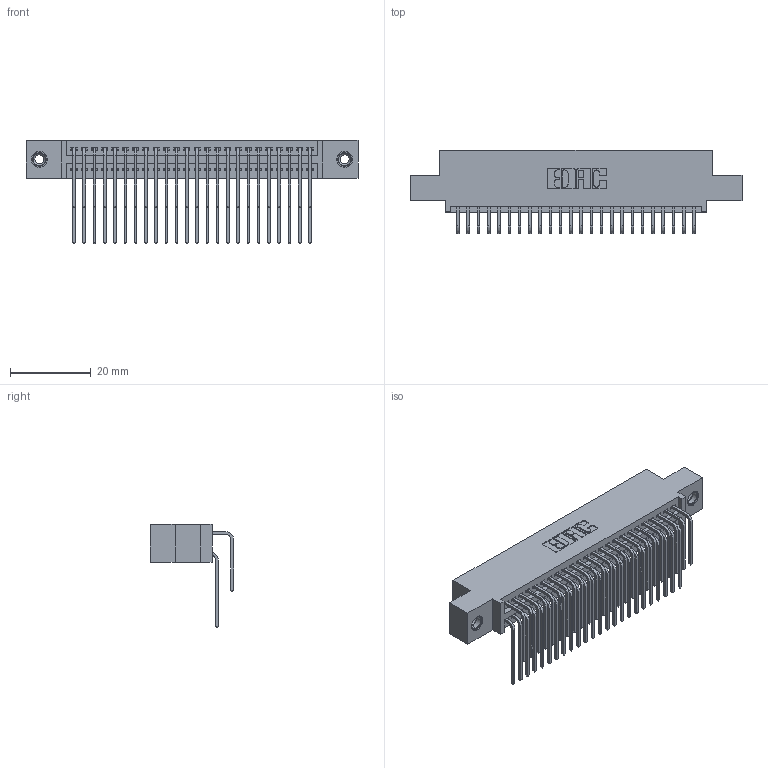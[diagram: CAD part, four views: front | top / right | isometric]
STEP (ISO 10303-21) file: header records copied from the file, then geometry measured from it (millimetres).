
FILE_DESCRIPTION (( 'STEP AP203' ), '1' );
FILE_NAME ('345-048-559-508.STEP', '2018-09-12T10:36:53', ( '' ), ( '' ), 'SwSTEP 2.0', 'SolidWorks 2016', '' );
FILE_SCHEMA (( 'CONFIG_CONTROL_DESIGN' ));
Length unit declared in the file: inch
Products named in the file (5): 345 Part_0.110 Offset - 0.156 Dia-TI; 345-292-001_558 559 Tail - 1; 345-292-001_559 Tail - 2; 345-250-001_345-250-003-102; 345-048-559-508
Assembly tree (51 placements, depth 2):
  345-048-559-508
    345 Part_0.110 Offset - 0.156 Dia-TI
    345-292-001_558 559 Tail - 1  x24
    345-292-001_559 Tail - 2  x24
    345-250-001_345-250-003-102  x2
Bounding box: 82.17 x 20.56 x 25.53 mm (x, y, z)
Volume: 8011.9 mm3; surface area: 12902.7 mm2
Topology: 51 solids, 51 shells, 2686 faces, 7929 edges, 5214 vertices
Faces by surface type: plane 1796, cylinder 874, cone 12, torus 4
Entity records: 24224 total; most frequent: CARTESIAN_POINT 4106, ORIENTED_EDGE 3982, DIRECTION 3641, EDGE_CURVE 1991, LINE 1703, VECTOR 1703, VERTEX_POINT 1320, AXIS2_PLACEMENT_3D 969
